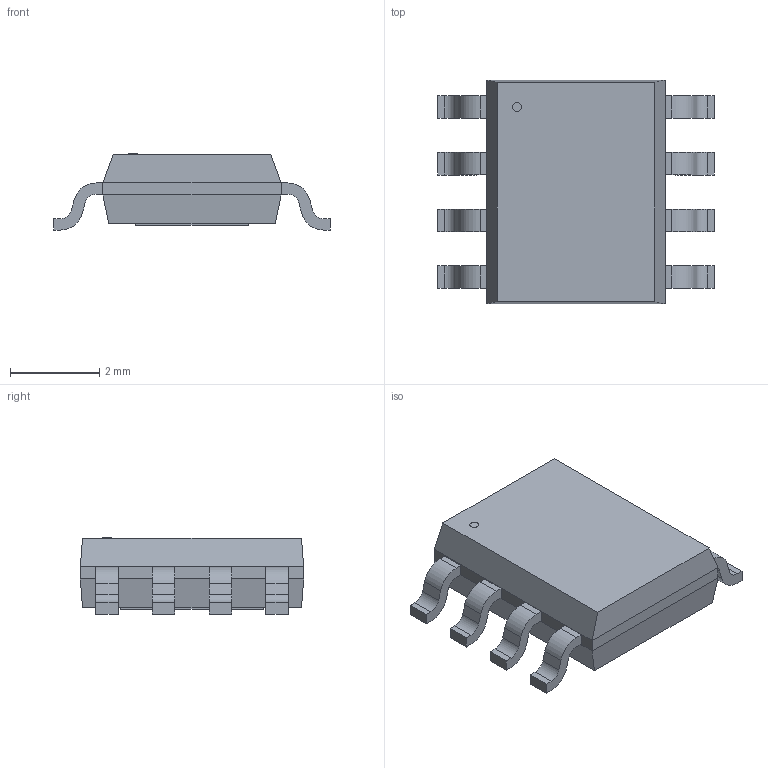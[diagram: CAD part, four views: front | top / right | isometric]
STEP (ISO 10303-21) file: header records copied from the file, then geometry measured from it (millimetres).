
FILE_DESCRIPTION(('CAx-IF Rec.Pracs.---Model Styling and Organization---1.5---2016-08-15','CAx-IF Rec.Pracs.---Geometric and Assembly Validation Properties---4.4---2016-08-17','CAx-IF Rec.Pracs.---User Defined Attributes---1.5---2016-08-15','CAx-IF Rec.Pracs.---External References---2.1---2005-01-19'),'2;1');
FILE_NAME('HSOP8_3.9x4.9mm_EP.step','2020-08-12T21:36:40',('Unspecified'),('Unspecified'),'CAD Exchanger 3.8.1 (cadexchanger.com)','Unspecified','');
FILE_SCHEMA(('AUTOMOTIVE_DESIGN { 1 0 10303 214 1 1 1 1 }'));
Length unit declared in the file: millimetre
Products named in the file (1): product
Bounding box: 6.2 x 5 x 1.7 mm (x, y, z)
Volume: 31.6 mm3; surface area: 101.1 mm2
Topology: 11 solids, 11 shells, 135 faces, 331 edges, 218 vertices
Faces by surface type: plane 102, cylinder 33
Full cylindrical faces by diameter (mm): 0.199 x1
Entity records: 5017 total; most frequent: CARTESIAN_POINT 686, DIRECTION 668, ORIENTED_EDGE 662, EDGE_CURVE 331, LINE 264, VECTOR 264, VERTEX_POINT 218, AXIS2_PLACEMENT_3D 202
